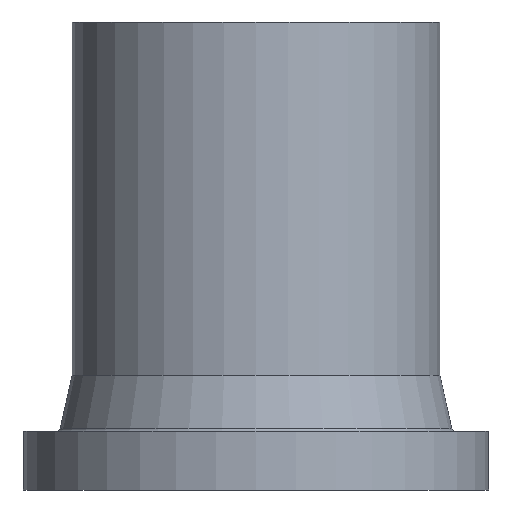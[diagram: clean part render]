
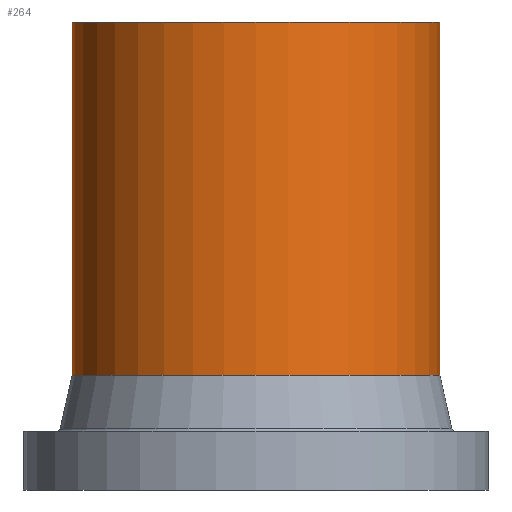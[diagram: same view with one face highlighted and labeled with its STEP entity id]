
A CAD part, front view. The second image highlights one B-rep face of the part: STEP entity #264.
In plain terms, the highlighted cylindrical face has radius 62.5 mm (diameter 125 mm), a partial arc.
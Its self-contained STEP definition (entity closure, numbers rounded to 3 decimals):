
#21 = ORIENTED_EDGE ( 'NONE', *, *, #290, .F. ) ;
#51 = CIRCLE ( 'NONE', #339, 62.5 ) ;
#78 = VERTEX_POINT ( 'NONE', #94 ) ;
#79 = VERTEX_POINT ( 'NONE', #277 ) ;
#82 = CIRCLE ( 'NONE', #136, 62.5 ) ;
#94 = CARTESIAN_POINT ( 'NONE',  ( 62.5, 0., 159. ) ) ;
#95 = DIRECTION ( 'NONE',  ( 0., 0., -1. ) ) ;
#97 = DIRECTION ( 'NONE',  ( -1., 0., 0. ) ) ;
#102 = CARTESIAN_POINT ( 'NONE',  ( 0., 0., 159. ) ) ;
#123 = DIRECTION ( 'NONE',  ( 0., 0., -1. ) ) ;
#124 = CARTESIAN_POINT ( 'NONE',  ( -62.5, 0., 0. ) ) ;
#134 = CARTESIAN_POINT ( 'NONE',  ( 62.5, 0., 39. ) ) ;
#136 = AXIS2_PLACEMENT_3D ( 'NONE', #102, #149, #327 ) ;
#144 = ORIENTED_EDGE ( 'NONE', *, *, #169, .T. ) ;
#146 = VERTEX_POINT ( 'NONE', #134 ) ;
#149 = DIRECTION ( 'NONE',  ( 0., 0., -1. ) ) ;
#158 = EDGE_CURVE ( 'NONE', #78, #146, #394, .T. ) ;
#169 = EDGE_CURVE ( 'NONE', #476, #79, #240, .T. ) ;
#201 = FACE_OUTER_BOUND ( 'NONE', #218, .T. ) ;
#203 = DIRECTION ( 'NONE',  ( 0., 0., -1. ) ) ;
#207 = CARTESIAN_POINT ( 'NONE',  ( 62.5, 0., 0. ) ) ;
#218 = EDGE_LOOP ( 'NONE', ( #439, #473, #144, #21 ) ) ;
#240 = LINE ( 'NONE', #124, #373 ) ;
#264 = ADVANCED_FACE ( 'NONE', ( #201 ), #282, .T. ) ;
#270 = DIRECTION ( 'NONE',  ( -1., 0., 0. ) ) ;
#271 = CARTESIAN_POINT ( 'NONE',  ( 0., 0., 0. ) ) ;
#277 = CARTESIAN_POINT ( 'NONE',  ( -62.5, 0., 39. ) ) ;
#282 = CYLINDRICAL_SURFACE ( 'NONE', #293, 62.5 ) ;
#290 = EDGE_CURVE ( 'NONE', #146, #79, #51, .T. ) ;
#293 = AXIS2_PLACEMENT_3D ( 'NONE', #271, #203, #97 ) ;
#324 = CARTESIAN_POINT ( 'NONE',  ( 0., 0., 39. ) ) ;
#326 = CARTESIAN_POINT ( 'NONE',  ( -62.5, 0., 159. ) ) ;
#327 = DIRECTION ( 'NONE',  ( -1., 0., 0. ) ) ;
#339 = AXIS2_PLACEMENT_3D ( 'NONE', #324, #123, #270 ) ;
#364 = VECTOR ( 'NONE', #95, 1000. ) ;
#373 = VECTOR ( 'NONE', #395, 1000. ) ;
#394 = LINE ( 'NONE', #207, #364 ) ;
#395 = DIRECTION ( 'NONE',  ( 0., 0., -1. ) ) ;
#421 = EDGE_CURVE ( 'NONE', #78, #476, #82, .T. ) ;
#439 = ORIENTED_EDGE ( 'NONE', *, *, #158, .F. ) ;
#473 = ORIENTED_EDGE ( 'NONE', *, *, #421, .T. ) ;
#476 = VERTEX_POINT ( 'NONE', #326 ) ;
